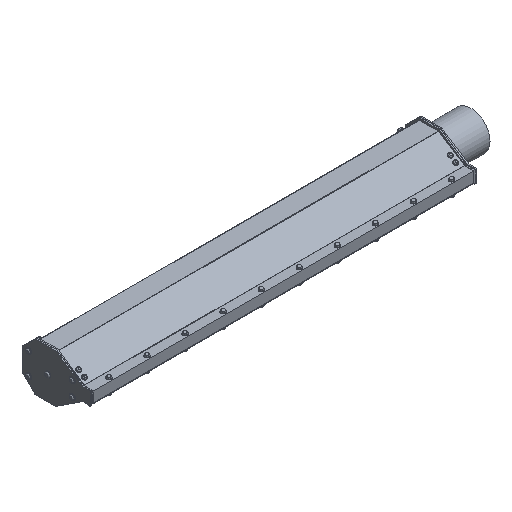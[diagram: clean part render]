
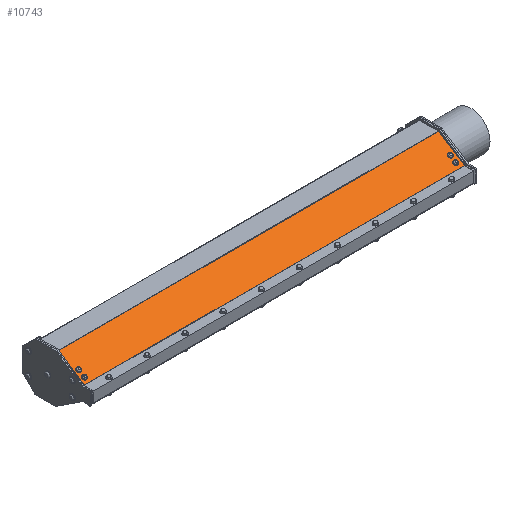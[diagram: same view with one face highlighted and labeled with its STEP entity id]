
A CAD part, isometric view. The second image highlights one B-rep face of the part: STEP entity #10743.
In plain terms, the highlighted planar face has unit normal (0, -0.537, 0.843).
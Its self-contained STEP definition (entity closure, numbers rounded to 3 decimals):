
#734=FACE_BOUND('',#2833,.T.);
#735=FACE_BOUND('',#2834,.T.);
#736=FACE_BOUND('',#2835,.T.);
#737=FACE_BOUND('',#2836,.T.);
#976=PLANE('',#11687);
#1981=FACE_OUTER_BOUND('',#2832,.T.);
#2832=EDGE_LOOP('',(#8319,#8320,#8321,#8322));
#2833=EDGE_LOOP('',(#8323));
#2834=EDGE_LOOP('',(#8324));
#2835=EDGE_LOOP('',(#8325));
#2836=EDGE_LOOP('',(#8326));
#3701=LINE('',#56039,#4153);
#3708=LINE('',#56076,#4160);
#3711=LINE('',#56081,#4163);
#3712=LINE('',#56082,#4164);
#4153=VECTOR('',#13554,0.394);
#4160=VECTOR('',#13589,0.394);
#4163=VECTOR('',#13596,0.394);
#4164=VECTOR('',#13597,0.394);
#4489=CIRCLE('',#11423,0.177);
#4494=CIRCLE('',#11433,0.177);
#4509=CIRCLE('',#11463,0.177);
#4514=CIRCLE('',#11473,0.177);
#5123=VERTEX_POINT('',#55401);
#5128=VERTEX_POINT('',#55416);
#5143=VERTEX_POINT('',#55461);
#5148=VERTEX_POINT('',#55476);
#5339=VERTEX_POINT('',#56035);
#5340=VERTEX_POINT('',#56037);
#5355=VERTEX_POINT('',#56072);
#5356=VERTEX_POINT('',#56074);
#6178=EDGE_CURVE('',#5123,#5123,#4489,.T.);
#6183=EDGE_CURVE('',#5128,#5128,#4494,.T.);
#6198=EDGE_CURVE('',#5143,#5143,#4509,.T.);
#6203=EDGE_CURVE('',#5148,#5148,#4514,.T.);
#6465=EDGE_CURVE('',#5340,#5339,#3701,.T.);
#6484=EDGE_CURVE('',#5356,#5355,#3708,.T.);
#6487=EDGE_CURVE('',#5339,#5356,#3711,.T.);
#6488=EDGE_CURVE('',#5355,#5340,#3712,.T.);
#8319=ORIENTED_EDGE('',*,*,#6484,.F.);
#8320=ORIENTED_EDGE('',*,*,#6487,.F.);
#8321=ORIENTED_EDGE('',*,*,#6465,.F.);
#8322=ORIENTED_EDGE('',*,*,#6488,.F.);
#8323=ORIENTED_EDGE('',*,*,#6178,.F.);
#8324=ORIENTED_EDGE('',*,*,#6183,.F.);
#8325=ORIENTED_EDGE('',*,*,#6198,.F.);
#8326=ORIENTED_EDGE('',*,*,#6203,.F.);
#10743=ADVANCED_FACE('',(#1981,#734,#735,#736,#737),#976,.T.);
#11423=AXIS2_PLACEMENT_3D('',#55402,#12885,#12886);
#11433=AXIS2_PLACEMENT_3D('',#55417,#12905,#12906);
#11463=AXIS2_PLACEMENT_3D('',#55462,#12965,#12966);
#11473=AXIS2_PLACEMENT_3D('',#55477,#12985,#12986);
#11687=AXIS2_PLACEMENT_3D('',#56080,#13594,#13595);
#12885=DIRECTION('center_axis',(0.,-0.537,
0.843));
#12886=DIRECTION('ref_axis',(-0.301,0.804,0.512));
#12905=DIRECTION('center_axis',(0.,-0.537,
0.843));
#12906=DIRECTION('ref_axis',(0.191,0.828,0.527));
#12965=DIRECTION('center_axis',(0.,-0.537,
0.843));
#12966=DIRECTION('ref_axis',(-0.9,0.367,0.234));
#12985=DIRECTION('center_axis',(0.,-0.537,
0.843));
#12986=DIRECTION('ref_axis',(0.985,0.145,0.092));
#13554=DIRECTION('',(1.,0.,0.));
#13589=DIRECTION('',(-1.,0.,0.));
#13594=DIRECTION('center_axis',(0.,-0.537,
0.843));
#13595=DIRECTION('ref_axis',(0.,-0.843,-0.537));
#13596=DIRECTION('',(0.,-0.843,-0.537));
#13597=DIRECTION('',(0.,0.843,0.537));
#55401=CARTESIAN_POINT('',(19.215,-1.994,0.41));
#55402=CARTESIAN_POINT('Origin',(19.162,-1.852,0.501));
#55416=CARTESIAN_POINT('',(-10.122,-1.998,0.407));
#55417=CARTESIAN_POINT('Origin',(-10.088,-1.852,0.501));
#55461=CARTESIAN_POINT('',(-9.929,-1.468,0.745));
#55462=CARTESIAN_POINT('Origin',(-10.088,-1.403,0.786));
#55476=CARTESIAN_POINT('',(18.987,-1.429,0.77));
#55477=CARTESIAN_POINT('Origin',(19.162,-1.403,0.786));
#56035=CARTESIAN_POINT('',(19.537,-0.128,1.599));
#56037=CARTESIAN_POINT('',(-10.463,-0.128,1.599));
#56039=CARTESIAN_POINT('',(-10.463,-0.128,1.599));
#56072=CARTESIAN_POINT('',(-10.463,-2.178,0.293));
#56074=CARTESIAN_POINT('',(19.537,-2.178,0.293));
#56076=CARTESIAN_POINT('',(-10.463,-2.178,0.293));
#56080=CARTESIAN_POINT('Origin',(-10.463,-0.113,1.608));
#56081=CARTESIAN_POINT('',(19.537,-2.185,0.288));
#56082=CARTESIAN_POINT('',(-10.463,-2.185,0.288));
